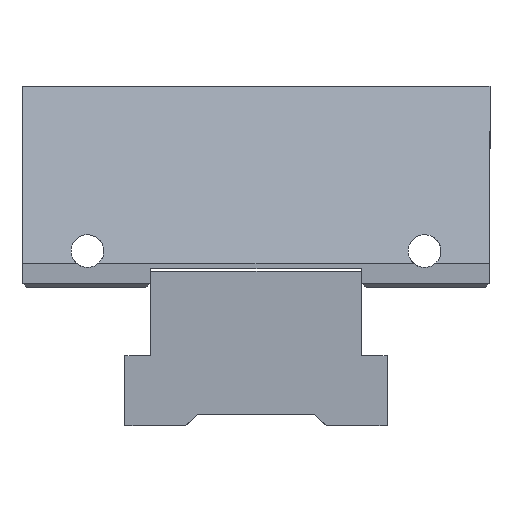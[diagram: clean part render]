
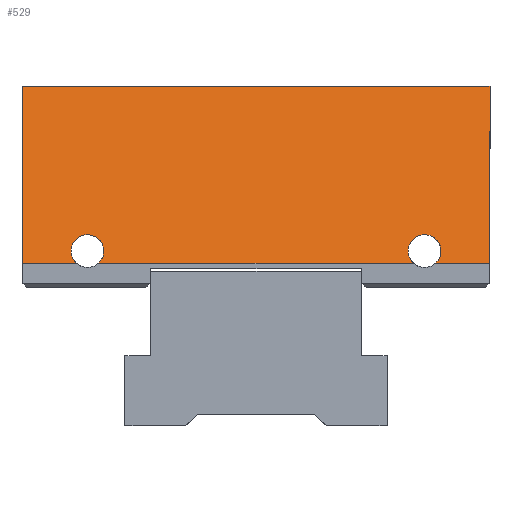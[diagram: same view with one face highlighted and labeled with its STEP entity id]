
A CAD part, front view. The second image highlights one B-rep face of the part: STEP entity #529.
In plain terms, the highlighted face is planar.
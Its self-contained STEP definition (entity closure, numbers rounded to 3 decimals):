
#529 = ADVANCED_FACE( '', ( #1101 ), #1102, .F. );
#1101 = FACE_OUTER_BOUND( '', #1704, .T. );
#1102 = PLANE( '', #1705 );
#1704 = EDGE_LOOP( '', ( #3228, #3229, #3230, #3231, #3232, #3233, #3234, #3235 ) );
#1705 = AXIS2_PLACEMENT_3D( '', #3236, #3237, #3238 );
#3228 = ORIENTED_EDGE( '', *, *, #4007, .T. );
#3229 = ORIENTED_EDGE( '', *, *, #4199, .T. );
#3230 = ORIENTED_EDGE( '', *, *, #4005, .T. );
#3231 = ORIENTED_EDGE( '', *, *, #4172, .T. );
#3232 = ORIENTED_EDGE( '', *, *, #3956, .F. );
#3233 = ORIENTED_EDGE( '', *, *, #4150, .F. );
#3234 = ORIENTED_EDGE( '', *, *, #4009, .T. );
#3235 = ORIENTED_EDGE( '', *, *, #4147, .T. );
#3236 = CARTESIAN_POINT( '', ( 49.975, 13.866, 43. ) );
#3237 = DIRECTION( '', ( 0., -0.966, -0.259 ) );
#3238 = DIRECTION( '', ( 0., 0.259, -0.966 ) );
#3956 = EDGE_CURVE( '', #4909, #4902, #4911, .T. );
#4005 = EDGE_CURVE( '', #4977, #4975, #4978, .T. );
#4007 = EDGE_CURVE( '', #4981, #4979, #4982, .T. );
#4009 = EDGE_CURVE( '', #4985, #4983, #4986, .T. );
#4147 = EDGE_CURVE( '', #4983, #4981, #5160, .T. );
#4150 = EDGE_CURVE( '', #4985, #4909, #5163, .T. );
#4172 = EDGE_CURVE( '', #4975, #4902, #5187, .T. );
#4199 = EDGE_CURVE( '', #4979, #4977, #5216, .T. );
#4902 = VERTEX_POINT( '', #6210 );
#4909 = VERTEX_POINT( '', #6221 );
#4911 = LINE( '', #6224, #6225 );
#4975 = VERTEX_POINT( '', #6320 );
#4977 = VERTEX_POINT( '', #6323 );
#4978 = LINE( '', #6324, #6325 );
#4979 = VERTEX_POINT( '', #6326 );
#4981 = VERTEX_POINT( '', #6328 );
#4982 = LINE( '', #6329, #6330 );
#4983 = VERTEX_POINT( '', #6331 );
#4985 = VERTEX_POINT( '', #6333 );
#4986 = LINE( '', #6334, #6335 );
#5160 = ELLIPSE( '', #6593, 3.623, 3.5 );
#5163 = LINE( '', #6597, #6598 );
#5187 = LINE( '', #6631, #6632 );
#5216 = ELLIPSE( '', #6671, 3.623, 3.5 );
#6210 = CARTESIAN_POINT( '', ( -49.975, 13.866, 43. ) );
#6221 = CARTESIAN_POINT( '', ( 49.975, 13.866, 43. ) );
#6224 = CARTESIAN_POINT( '', ( 49.975, 13.866, 43. ) );
#6225 = VECTOR( '', #7125, 1000. );
#6320 = CARTESIAN_POINT( '', ( -49.975, 24., 5.18 ) );
#6323 = CARTESIAN_POINT( '', ( -38.376, 24., 5.18 ) );
#6324 = CARTESIAN_POINT( '', ( 49.975, 24., 5.18 ) );
#6325 = VECTOR( '', #7164, 1000. );
#6326 = CARTESIAN_POINT( '', ( -33.624, 24., 5.18 ) );
#6328 = CARTESIAN_POINT( '', ( 33.624, 24., 5.18 ) );
#6329 = CARTESIAN_POINT( '', ( 49.975, 24., 5.18 ) );
#6330 = VECTOR( '', #7168, 1000. );
#6331 = CARTESIAN_POINT( '', ( 38.376, 24., 5.18 ) );
#6333 = CARTESIAN_POINT( '', ( 49.975, 24., 5.18 ) );
#6334 = CARTESIAN_POINT( '', ( 49.975, 24., 5.18 ) );
#6335 = VECTOR( '', #7172, 1000. );
#6593 = AXIS2_PLACEMENT_3D( '', #7287, #7288, #7289 );
#6597 = CARTESIAN_POINT( '', ( 49.975, 13.866, 43. ) );
#6598 = VECTOR( '', #7291, 1000. );
#6631 = CARTESIAN_POINT( '', ( -49.975, 13.866, 43. ) );
#6632 = VECTOR( '', #7301, 1000. );
#6671 = AXIS2_PLACEMENT_3D( '', #7312, #7313, #7314 );
#7125 = DIRECTION( '', ( -1., 0., 0. ) );
#7164 = DIRECTION( '', ( -1., 0., 0. ) );
#7168 = DIRECTION( '', ( -1., 0., 0. ) );
#7172 = DIRECTION( '', ( -1., 0., 0. ) );
#7287 = CARTESIAN_POINT( '', ( 36., 23.311, 7.75 ) );
#7288 = DIRECTION( '', ( 0., -0.966, -0.259 ) );
#7289 = DIRECTION( '', ( 0., 0.259, -0.966 ) );
#7291 = DIRECTION( '', ( 0., -0.259, 0.966 ) );
#7301 = DIRECTION( '', ( 0., -0.259, 0.966 ) );
#7312 = CARTESIAN_POINT( '', ( -36., 23.311, 7.75 ) );
#7313 = DIRECTION( '', ( 0., -0.966, -0.259 ) );
#7314 = DIRECTION( '', ( 0., 0.259, -0.966 ) );
